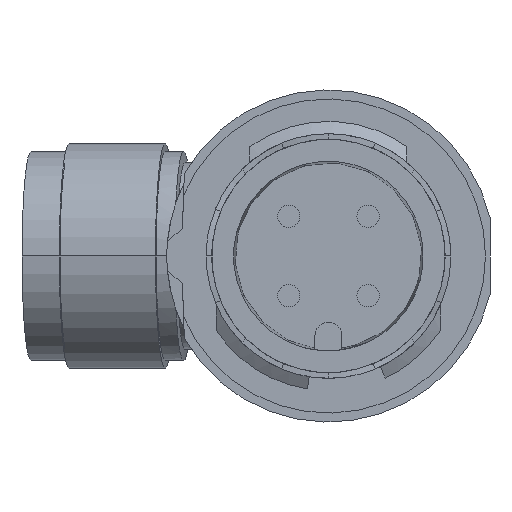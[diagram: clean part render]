
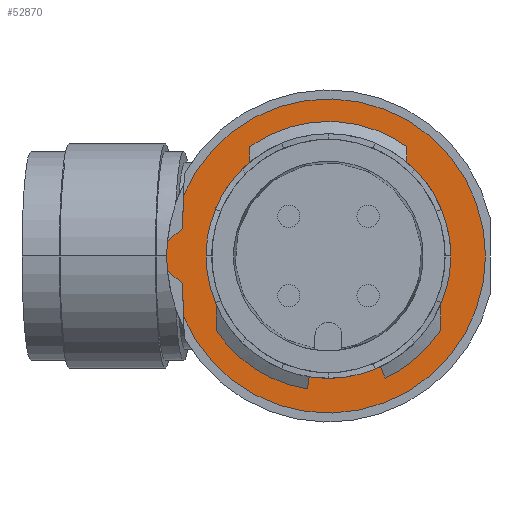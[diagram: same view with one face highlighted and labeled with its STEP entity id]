
A CAD part, left-side view. The second image highlights one B-rep face of the part: STEP entity #52870.
In plain terms, the highlighted planar face has unit normal (-1, 0, 0).
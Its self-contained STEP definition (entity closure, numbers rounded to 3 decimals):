
#49730=CARTESIAN_POINT('',(-37.178,7.2,
0.));
#49740=VERTEX_POINT('',#49730);
#49770=CARTESIAN_POINT('',(-37.178,0.,
0.));
#49780=DIRECTION('',(1.,0.,0.));
#49790=DIRECTION('',(0.,1.,0.));
#49800=AXIS2_PLACEMENT_3D('',#49770,#49780,#49790);
#49810=CIRCLE('',#49800,7.2);
#49820=CARTESIAN_POINT('',(-37.178,7.168,
-0.675));
#49830=VERTEX_POINT('',#49820);
#49840=EDGE_CURVE('',#49830,#49740,#49810,.T.);
#50730=CARTESIAN_POINT('',(-37.178,-6.975,
-12.128));
#50740=DIRECTION('',(0.,0.777,
0.629));
#50750=VECTOR('',#50740,1.);
#50760=LINE('',#50730,#50750);
#50770=CARTESIAN_POINT('',(-37.178,6.507,
-1.21));
#50780=VERTEX_POINT('',#50770);
#50790=EDGE_CURVE('',#50780,#49830,#50760,.T.);
#51060=CARTESIAN_POINT('',(-37.178,6.55,
0.));
#51070=DIRECTION('',(0.,0.035,
0.999));
#51080=VECTOR('',#51070,1.);
#51090=LINE('',#51060,#51080);
#51100=CARTESIAN_POINT('',(-37.178,6.455,
-2.708));
#51110=VERTEX_POINT('',#51100);
#51120=EDGE_CURVE('',#51110,#50780,#51090,.T.);
#52170=CARTESIAN_POINT('',(-37.178,0.,
0.));
#52180=DIRECTION('',(-1.,0.,0.));
#52190=DIRECTION('',(0.,0.,-1.));
#52200=AXIS2_PLACEMENT_3D('',#52170,#52180,#52190);
#52210=CIRCLE('',#52200,7.);
#52220=CARTESIAN_POINT('',(-37.178,6.455,
2.708));
#52230=VERTEX_POINT('',#52220);
#52240=EDGE_CURVE('',#51110,#52230,#52210,.T.);
#52430=CARTESIAN_POINT('',(-37.178,-6.225,0.
));
#52440=DIRECTION('',(-1.,0.,0.));
#52450=DIRECTION('',(0.,0.,-1.));
#52460=AXIS2_PLACEMENT_3D('',#52430,#52440,#52450);
#52470=PLANE('',#52460);
#52480=CARTESIAN_POINT('',(-37.178,0.,0.));
#52490=DIRECTION('',(1.,0.,0.));
#52500=DIRECTION('',(0.,0.966,
0.259));
#52510=AXIS2_PLACEMENT_3D('',#52480,#52490,#52500);
#52520=CIRCLE('',#52510,5.45);
#52530=CARTESIAN_POINT('',(-37.178,5.264,
1.411));
#52540=VERTEX_POINT('',#52530);
#52550=CARTESIAN_POINT('',(-37.178,-5.264,
-1.411));
#52560=VERTEX_POINT('',#52550);
#52570=EDGE_CURVE('',#52540,#52560,#52520,.T.);
#52580=ORIENTED_EDGE('',*,*,#52570,.T.);
#52590=EDGE_CURVE('',#52560,#52540,#52520,.T.);
#52600=ORIENTED_EDGE('',*,*,#52590,.T.);
#52610=EDGE_LOOP('',(#52600,#52580));
#52620=FACE_BOUND('',#52610,.T.);
#52630=CARTESIAN_POINT('',(-37.178,-6.975,
12.128));
#52640=DIRECTION('',(0.,-0.777,
0.629));
#52650=VECTOR('',#52640,1.);
#52660=LINE('',#52630,#52650);
#52670=CARTESIAN_POINT('',(-37.178,7.168,
0.675));
#52680=VERTEX_POINT('',#52670);
#52690=CARTESIAN_POINT('',(-37.178,6.507,
1.21));
#52700=VERTEX_POINT('',#52690);
#52710=EDGE_CURVE('',#52680,#52700,#52660,.T.);
#52720=ORIENTED_EDGE('',*,*,#52710,.F.);
#52730=CARTESIAN_POINT('',(-37.178,6.55,
0.));
#52740=DIRECTION('',(0.,-0.035,
0.999));
#52750=VECTOR('',#52740,1.);
#52760=LINE('',#52730,#52750);
#52770=EDGE_CURVE('',#52700,#52230,#52760,.T.);
#52780=ORIENTED_EDGE('',*,*,#52770,.F.);
#52790=ORIENTED_EDGE('',*,*,#52240,.T.);
#52800=ORIENTED_EDGE('',*,*,#51120,.F.);
#52810=ORIENTED_EDGE('',*,*,#50790,.F.);
#52820=ORIENTED_EDGE('',*,*,#49840,.F.);
#52830=EDGE_CURVE('',#49740,#52680,#49810,.T.);
#52840=ORIENTED_EDGE('',*,*,#52830,.F.);
#52850=EDGE_LOOP('',(#52840,#52820,#52810,#52800,#52790,#52780,#52720));
#52860=FACE_OUTER_BOUND('',#52850,.T.);
#52870=ADVANCED_FACE('',(#52620,#52860),#52470,.T.);
